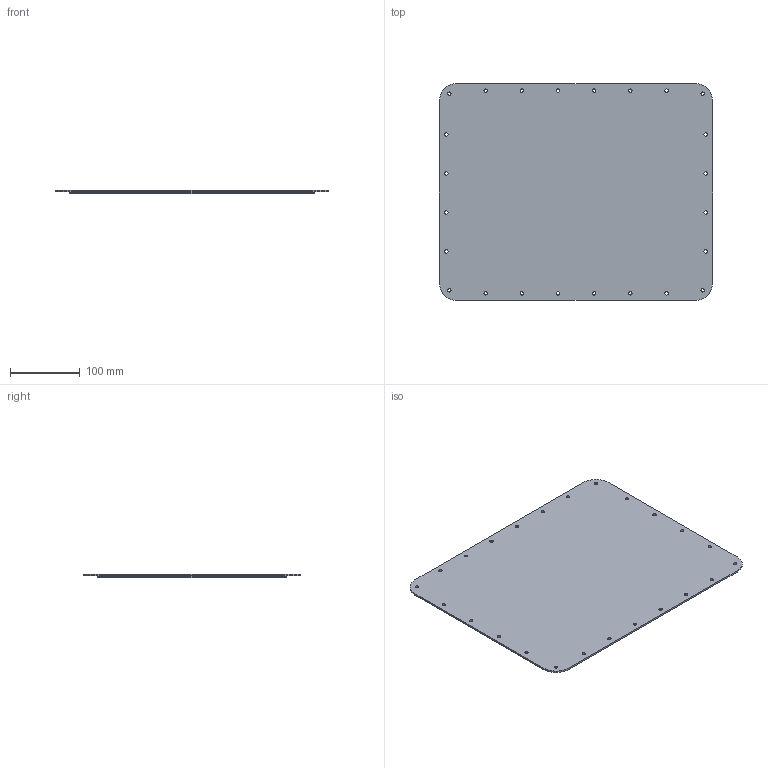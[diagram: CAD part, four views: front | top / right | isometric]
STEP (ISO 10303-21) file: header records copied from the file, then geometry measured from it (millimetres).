
FILE_DESCRIPTION (( 'STEP AP214' ), '1' );
FILE_NAME ('Plate.STEP', '2023-11-07T11:25:57', ( '' ), ( '' ), 'SwSTEP 2.0', 'SolidWorks 2017', '' );
FILE_SCHEMA (( 'AUTOMOTIVE_DESIGN' ));
Length unit declared in the file: millimetre
Products named in the file (1): Plate
Bounding box: 392.4 x 311.4 x 5.5 mm (x, y, z)
Volume: 590022.1 mm3; surface area: 250241.2 mm2
Topology: 1 solids, 1 shells, 75 faces, 208 edges, 136 vertices
Faces by surface type: cylinder 60, plane 11, torus 4
Entity records: 2592 total; most frequent: DIRECTION 484, CARTESIAN_POINT 420, ORIENTED_EDGE 416, EDGE_CURVE 208, AXIS2_PLACEMENT_3D 200, VERTEX_POINT 136, EDGE_LOOP 124, CIRCLE 124
